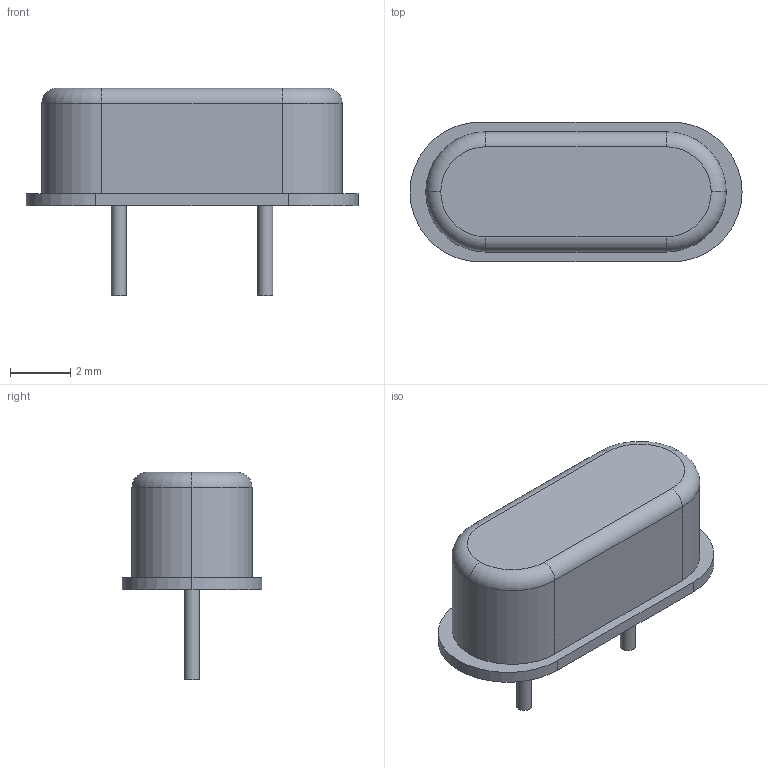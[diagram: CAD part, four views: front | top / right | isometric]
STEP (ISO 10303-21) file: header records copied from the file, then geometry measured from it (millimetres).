
FILE_DESCRIPTION(('FreeCAD Model'),'2;1');
FILE_NAME('HC49-H4.0_Vertical.step','2020-10-15T14:58:15',( 'Author'),(''),'Open CASCADE STEP processor 7.3','FreeCAD','Unknown' );
FILE_SCHEMA(('AUTOMOTIVE_DESIGN { 1 0 10303 214 1 1 1 1 }'));
Length unit declared in the file: millimetre
Products named in the file (4): CaseBody; WiresPart; WireBody; WireBodyMirror
Assembly tree (2 placements, depth 2):
  CaseBody
  WiresPart
    WireBody
    WireBodyMirror
Bounding box: 11.05 x 4.65 x 6.9 mm (x, y, z)
Volume: 146.6 mm3; surface area: 195.3 mm2
Topology: 3 solids, 3 shells, 27 faces, 54 edges, 34 vertices
Faces by surface type: cylinder 12, plane 11, torus 4
Full cylindrical faces by diameter (mm): 0.5 x2
Entity records: 794 total; most frequent: DIRECTION 144, CARTESIAN_POINT 118, ORIENTED_EDGE 108, AXIS2_PLACEMENT_3D 60, EDGE_CURVE 54, VERTEX_POINT 34, CIRCLE 30, FACE_BOUND 28
